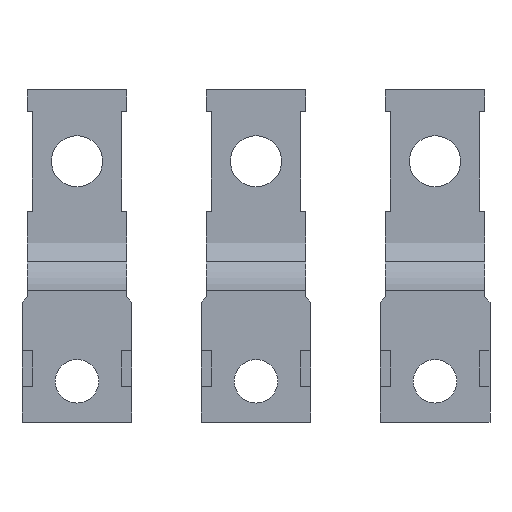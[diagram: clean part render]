
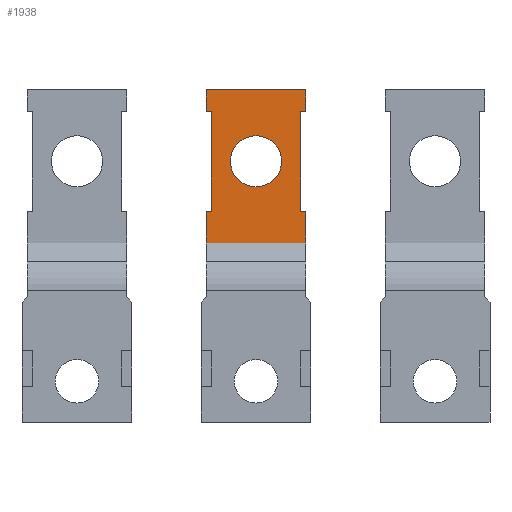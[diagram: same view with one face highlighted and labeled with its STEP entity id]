
A CAD part, front view. The second image highlights one B-rep face of the part: STEP entity #1938.
In plain terms, the highlighted planar face has unit normal (0, -1, 0).
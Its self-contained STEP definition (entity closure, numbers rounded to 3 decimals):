
#608=AXIS2_PLACEMENT_3D('Plane Axis2P3D',#605,#606,#607) ;
#1860=AXIS2_PLACEMENT_3D('Circle Axis2P3D',#1858,#1859,$) ;
#1886=AXIS2_PLACEMENT_3D('Circle Axis2P3D',#1884,#1885,$) ;
#605=CARTESIAN_POINT('Axis2P3D Location',(0.,25.,124.)) ;
#1356=CARTESIAN_POINT('Vertex',(-9.75,25.,115.)) ;
#1359=CARTESIAN_POINT('Line Origine',(0.,25.,115.)) ;
#1363=CARTESIAN_POINT('Vertex',(9.75,25.,115.)) ;
#1394=CARTESIAN_POINT('Vertex',(-9.75,25.,110.75)) ;
#1397=CARTESIAN_POINT('Line Origine',(-9.75,25.,112.875)) ;
#1421=CARTESIAN_POINT('Line Origine',(9.75,25.,112.875)) ;
#1425=CARTESIAN_POINT('Vertex',(9.75,25.,110.75)) ;
#1451=CARTESIAN_POINT('Vertex',(-8.75,25.,110.75)) ;
#1454=CARTESIAN_POINT('Line Origine',(-9.25,25.,110.75)) ;
#1473=CARTESIAN_POINT('Line Origine',(9.25,25.,110.75)) ;
#1477=CARTESIAN_POINT('Vertex',(8.75,25.,110.75)) ;
#1508=CARTESIAN_POINT('Vertex',(-8.75,25.,91.25)) ;
#1511=CARTESIAN_POINT('Line Origine',(-8.75,25.,101.)) ;
#1535=CARTESIAN_POINT('Line Origine',(8.75,25.,101.)) ;
#1539=CARTESIAN_POINT('Vertex',(8.75,25.,91.25)) ;
#1565=CARTESIAN_POINT('Vertex',(-9.75,25.,91.25)) ;
#1568=CARTESIAN_POINT('Line Origine',(-9.25,25.,91.25)) ;
#1587=CARTESIAN_POINT('Line Origine',(9.25,25.,91.25)) ;
#1591=CARTESIAN_POINT('Vertex',(9.75,25.,91.25)) ;
#1855=CARTESIAN_POINT('Vertex',(5.,25.,101.)) ;
#1858=CARTESIAN_POINT('Axis2P3D Location',(0.,25.,101.)) ;
#1862=CARTESIAN_POINT('Vertex',(-5.,25.,101.)) ;
#1884=CARTESIAN_POINT('Axis2P3D Location',(0.,25.,101.)) ;
#1901=CARTESIAN_POINT('Line Origine',(0.,25.,85.)) ;
#1905=CARTESIAN_POINT('Vertex',(-9.75,25.,85.)) ;
#1907=CARTESIAN_POINT('Vertex',(9.75,25.,85.)) ;
#1910=CARTESIAN_POINT('Line Origine',(9.75,25.,88.125)) ;
#1915=CARTESIAN_POINT('Line Origine',(-9.75,25.,88.125)) ;
#606=DIRECTION('Axis2P3D Direction',(0.,-1.,0.)) ;
#607=DIRECTION('Axis2P3D XDirection',(0.,0.,-1.)) ;
#1360=DIRECTION('Vector Direction',(-1.,0.,0.)) ;
#1398=DIRECTION('Vector Direction',(0.,0.,-1.)) ;
#1422=DIRECTION('Vector Direction',(0.,0.,1.)) ;
#1455=DIRECTION('Vector Direction',(1.,0.,0.)) ;
#1474=DIRECTION('Vector Direction',(1.,0.,0.)) ;
#1512=DIRECTION('Vector Direction',(0.,0.,-1.)) ;
#1536=DIRECTION('Vector Direction',(0.,0.,1.)) ;
#1569=DIRECTION('Vector Direction',(-1.,0.,0.)) ;
#1588=DIRECTION('Vector Direction',(-1.,0.,0.)) ;
#1859=DIRECTION('Axis2P3D Direction',(0.,1.,-0.)) ;
#1885=DIRECTION('Axis2P3D Direction',(0.,1.,-0.)) ;
#1902=DIRECTION('Vector Direction',(1.,0.,0.)) ;
#1911=DIRECTION('Vector Direction',(0.,0.,-1.)) ;
#1916=DIRECTION('Vector Direction',(0.,0.,-1.)) ;
#1361=VECTOR('Line Direction',#1360,1.) ;
#1399=VECTOR('Line Direction',#1398,1.) ;
#1423=VECTOR('Line Direction',#1422,1.) ;
#1456=VECTOR('Line Direction',#1455,1.) ;
#1475=VECTOR('Line Direction',#1474,1.) ;
#1513=VECTOR('Line Direction',#1512,1.) ;
#1537=VECTOR('Line Direction',#1536,1.) ;
#1570=VECTOR('Line Direction',#1569,1.) ;
#1589=VECTOR('Line Direction',#1588,1.) ;
#1903=VECTOR('Line Direction',#1902,1.) ;
#1912=VECTOR('Line Direction',#1911,1.) ;
#1917=VECTOR('Line Direction',#1916,1.) ;
#1921=ORIENTED_EDGE('',*,*,#1909,.T.) ;
#1922=ORIENTED_EDGE('',*,*,#1914,.F.) ;
#1923=ORIENTED_EDGE('',*,*,#1593,.T.) ;
#1924=ORIENTED_EDGE('',*,*,#1541,.T.) ;
#1925=ORIENTED_EDGE('',*,*,#1479,.T.) ;
#1926=ORIENTED_EDGE('',*,*,#1427,.T.) ;
#1927=ORIENTED_EDGE('',*,*,#1365,.T.) ;
#1928=ORIENTED_EDGE('',*,*,#1401,.T.) ;
#1929=ORIENTED_EDGE('',*,*,#1458,.T.) ;
#1930=ORIENTED_EDGE('',*,*,#1515,.T.) ;
#1931=ORIENTED_EDGE('',*,*,#1572,.T.) ;
#1932=ORIENTED_EDGE('',*,*,#1919,.T.) ;
#1935=ORIENTED_EDGE('',*,*,#1888,.F.) ;
#1936=ORIENTED_EDGE('',*,*,#1864,.F.) ;
#1937=FACE_BOUND('',#1934,.T.) ;
#1938=ADVANCED_FACE('XT3 3p Fixed EF sup',(#1933,#1937),#609,.T.) ;
#1861=CIRCLE('generated circle',#1860,5.) ;
#1887=CIRCLE('generated circle',#1886,5.) ;
#1365=EDGE_CURVE('',#1364,#1357,#1362,.T.) ;
#1401=EDGE_CURVE('',#1357,#1395,#1400,.T.) ;
#1427=EDGE_CURVE('',#1426,#1364,#1424,.T.) ;
#1458=EDGE_CURVE('',#1395,#1452,#1457,.T.) ;
#1479=EDGE_CURVE('',#1478,#1426,#1476,.T.) ;
#1515=EDGE_CURVE('',#1452,#1509,#1514,.T.) ;
#1541=EDGE_CURVE('',#1540,#1478,#1538,.T.) ;
#1572=EDGE_CURVE('',#1509,#1566,#1571,.T.) ;
#1593=EDGE_CURVE('',#1592,#1540,#1590,.T.) ;
#1864=EDGE_CURVE('',#1856,#1863,#1861,.F.) ;
#1888=EDGE_CURVE('',#1863,#1856,#1887,.F.) ;
#1909=EDGE_CURVE('',#1906,#1908,#1904,.T.) ;
#1914=EDGE_CURVE('',#1592,#1908,#1913,.T.) ;
#1919=EDGE_CURVE('',#1566,#1906,#1918,.T.) ;
#1920=EDGE_LOOP('',(#1921,#1922,#1923,#1924,#1925,#1926,#1927,#1928,#1929,#1930,#1931,#1932)) ;
#1934=EDGE_LOOP('',(#1935,#1936)) ;
#1933=FACE_OUTER_BOUND('',#1920,.T.) ;
#1362=LINE('Line',#1359,#1361) ;
#1400=LINE('Line',#1397,#1399) ;
#1424=LINE('Line',#1421,#1423) ;
#1457=LINE('Line',#1454,#1456) ;
#1476=LINE('Line',#1473,#1475) ;
#1514=LINE('Line',#1511,#1513) ;
#1538=LINE('Line',#1535,#1537) ;
#1571=LINE('Line',#1568,#1570) ;
#1590=LINE('Line',#1587,#1589) ;
#1904=LINE('Line',#1901,#1903) ;
#1913=LINE('Line',#1910,#1912) ;
#1918=LINE('Line',#1915,#1917) ;
#609=PLANE('',#608) ;
#1357=VERTEX_POINT('',#1356) ;
#1364=VERTEX_POINT('',#1363) ;
#1395=VERTEX_POINT('',#1394) ;
#1426=VERTEX_POINT('',#1425) ;
#1452=VERTEX_POINT('',#1451) ;
#1478=VERTEX_POINT('',#1477) ;
#1509=VERTEX_POINT('',#1508) ;
#1540=VERTEX_POINT('',#1539) ;
#1566=VERTEX_POINT('',#1565) ;
#1592=VERTEX_POINT('',#1591) ;
#1856=VERTEX_POINT('',#1855) ;
#1863=VERTEX_POINT('',#1862) ;
#1906=VERTEX_POINT('',#1905) ;
#1908=VERTEX_POINT('',#1907) ;
